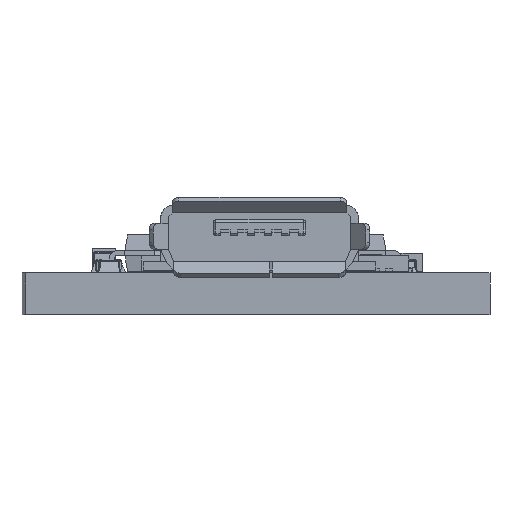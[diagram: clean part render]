
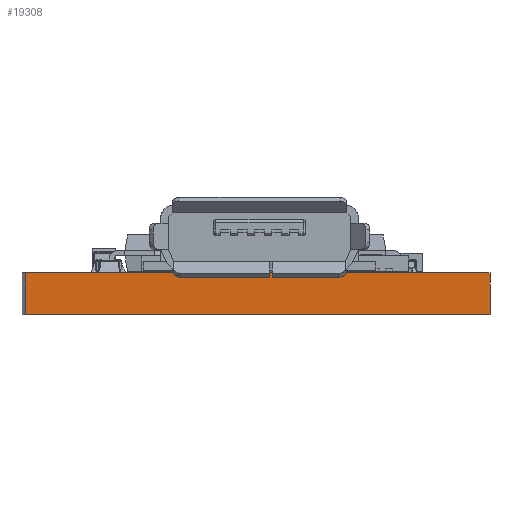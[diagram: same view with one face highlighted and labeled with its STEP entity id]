
A CAD part, front view. The second image highlights one B-rep face of the part: STEP entity #19308.
In plain terms, the highlighted face is planar.
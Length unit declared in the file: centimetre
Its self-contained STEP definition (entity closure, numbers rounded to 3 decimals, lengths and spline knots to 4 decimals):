
#947=LINE('',#28342,#2937);
#948=LINE('',#28345,#2938);
#949=LINE('',#28347,#2939);
#950=LINE('',#28348,#2940);
#2937=VECTOR('',#22639,1.);
#2938=VECTOR('',#22642,1.);
#2939=VECTOR('',#22643,1.);
#2940=VECTOR('',#22644,1.);
#4923=PLANE('',#20637);
#5845=FACE_OUTER_BOUND('',#7063,.T.);
#7063=EDGE_LOOP('',(#13507,#13508,#13509,#13510));
#8951=VERTEX_POINT('',#28338);
#8952=VERTEX_POINT('',#28340);
#8953=VERTEX_POINT('',#28344);
#8954=VERTEX_POINT('',#28346);
#10732=EDGE_CURVE('',#8951,#8952,#947,.T.);
#10733=EDGE_CURVE('',#8953,#8951,#948,.T.);
#10734=EDGE_CURVE('',#8954,#8952,#949,.T.);
#10735=EDGE_CURVE('',#8953,#8954,#950,.T.);
#13507=ORIENTED_EDGE('',*,*,#10733,.T.);
#13508=ORIENTED_EDGE('',*,*,#10732,.T.);
#13509=ORIENTED_EDGE('',*,*,#10734,.F.);
#13510=ORIENTED_EDGE('',*,*,#10735,.F.);
#19308=ADVANCED_FACE('',(#5845),#4923,.T.);
#20637=AXIS2_PLACEMENT_3D('',#28343,#22640,#22641);
#22639=DIRECTION('',(0.,0.,1.));
#22640=DIRECTION('center_axis',(0.,-1.,0.));
#22641=DIRECTION('ref_axis',(1.,0.,0.));
#22642=DIRECTION('',(1.,0.,0.));
#22643=DIRECTION('',(1.,0.,0.));
#22644=DIRECTION('',(0.,0.,1.));
#28338=CARTESIAN_POINT('',(1.778,0.,-0.01));
#28340=CARTESIAN_POINT('',(1.778,0.,0.15));
#28342=CARTESIAN_POINT('',(1.778,0.,-0.01));
#28343=CARTESIAN_POINT('Origin',(0.,0.,-0.01));
#28344=CARTESIAN_POINT('',(0.,0.,-0.01));
#28345=CARTESIAN_POINT('',(0.,0.,-0.01));
#28346=CARTESIAN_POINT('',(0.,0.,0.15));
#28347=CARTESIAN_POINT('',(0.,0.,0.15));
#28348=CARTESIAN_POINT('',(0.,0.,-0.01));
